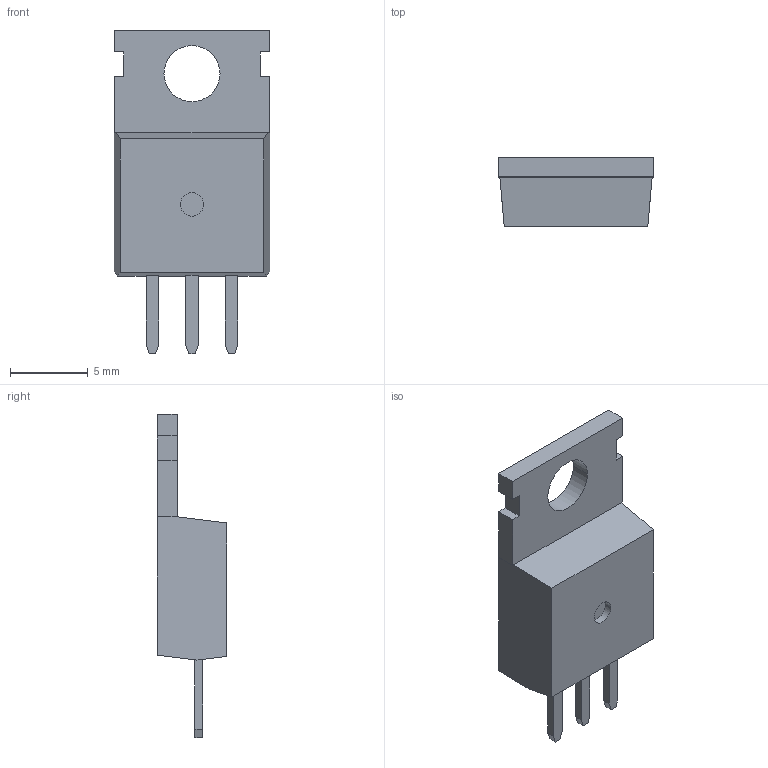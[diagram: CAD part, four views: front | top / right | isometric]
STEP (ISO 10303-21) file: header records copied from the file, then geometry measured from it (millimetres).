
FILE_DESCRIPTION (( 'STEP AP214' ), '1' );
FILE_NAME ('TO-220-3_L10.0-W4.5-P2.54-L-1.step', '2022-08-01T12:44:55', ( '' ), ( '' ), 'SwSTEP 2.0', 'SolidWorks 2020', '' );
FILE_SCHEMA (( 'AUTOMOTIVE_DESIGN' ));
Length unit declared in the file: millimetre
Products named in the file (1): TO-220-3_L10.0-W4.5-P2.54-L-1
Bounding box: 10 x 4.46 x 20.8 mm (x, y, z)
Volume: 455 mm3; surface area: 516.6 mm2
Topology: 1 solids, 1 shells, 275 faces, 753 edges, 500 vertices
Faces by surface type: plane 173, bspline 98, cylinder 4
Entity records: 12204 total; most frequent: CARTESIAN_POINT 2841, ORIENTED_EDGE 1506, DIRECTION 915, EDGE_CURVE 753, VECTOR 543, LINE 543, VERTEX_POINT 500, EDGE_LOOP 297
